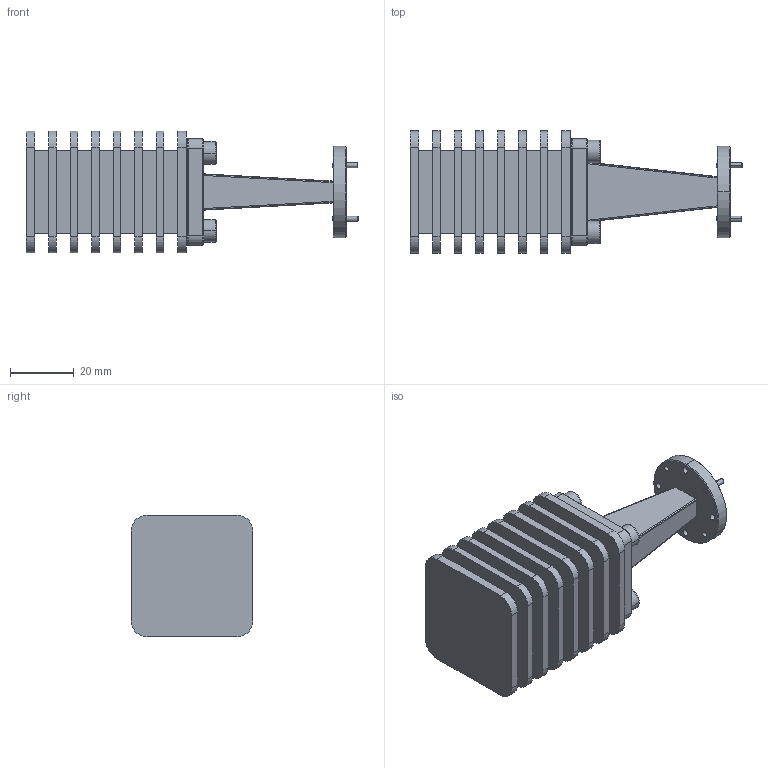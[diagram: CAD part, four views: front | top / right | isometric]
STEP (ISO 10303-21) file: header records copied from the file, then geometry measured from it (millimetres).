
FILE_DESCRIPTION (( 'STEP AP203' ), '1' );
FILE_NAME ('SWL-2247-S8.STEP', '2021-04-28T19:59:44', ( '' ), ( '' ), 'SwSTEP 2.0', 'SolidWorks 2021', '' );
FILE_SCHEMA (( 'CONFIG_CONTROL_DESIGN' ));
Length unit declared in the file: inch
Products named in the file (1): SWL-2247-S8
Bounding box: 103.79 x 38.1 x 38.1 mm (x, y, z)
Volume: 59468.4 mm3; surface area: 28643.3 mm2
Topology: 8 solids, 8 shells, 333 faces, 828 edges, 536 vertices
Faces by surface type: plane 161, cylinder 120, cone 36, torus 16
Entity records: 9967 total; most frequent: CARTESIAN_POINT 1802, DIRECTION 1748, ORIENTED_EDGE 1640, EDGE_CURVE 820, AXIS2_PLACEMENT_3D 642, VERTEX_POINT 536, VECTOR 464, LINE 464
